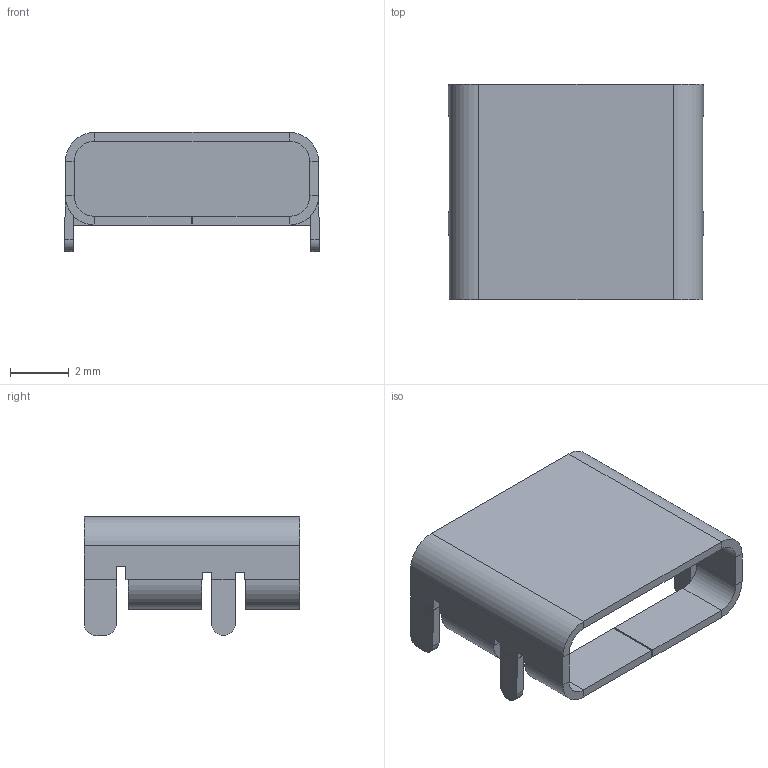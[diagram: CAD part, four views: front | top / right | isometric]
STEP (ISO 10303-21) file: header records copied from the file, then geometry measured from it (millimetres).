
FILE_DESCRIPTION(/* description */ ('STEP AP203'),/* implementation_level */ '2;1');
FILE_NAME(/* name */ '65ebf2a92c166b6aef6dfbf1',/* time_stamp */ '2024-03-09T05:24:58Z',/* author */ (''),/* organization */ (''),/* preprocessor_version */ 'ST-DEVELOPER v19.4',/* originating_system */ ' ',/* authorisation */ ' ');
FILE_SCHEMA (('CONFIG_CONTROL_DESIGN'));
Length unit declared in the file: metre
Products named in the file (1): Part 1
Bounding box: 8.71 x 7.35 x 4.06 mm (x, y, z)
Volume: 46.5 mm3; surface area: 336.1 mm2
Topology: 1 solids, 1 shells, 115 faces, 273 edges, 160 vertices
Faces by surface type: plane 89, cylinder 26
Entity records: 3239 total; most frequent: DIRECTION 555, CARTESIAN_POINT 549, ORIENTED_EDGE 546, EDGE_CURVE 273, LINE 223, VECTOR 223, AXIS2_PLACEMENT_3D 166, VERTEX_POINT 160
